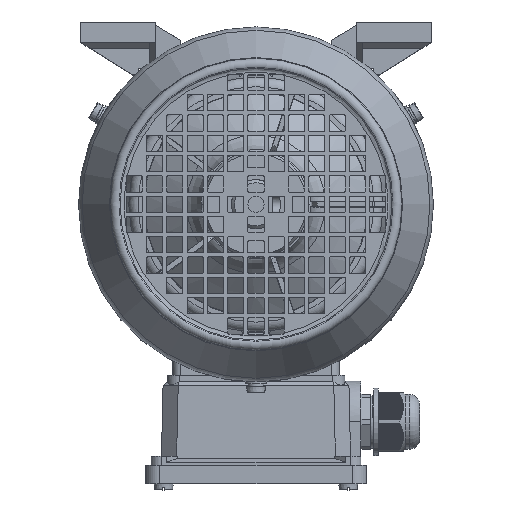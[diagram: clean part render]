
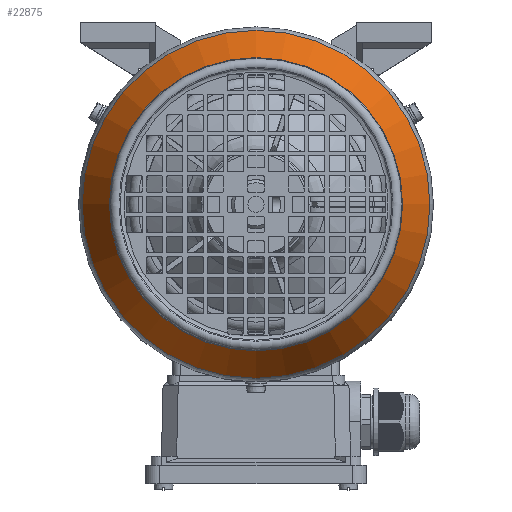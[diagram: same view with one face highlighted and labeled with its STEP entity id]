
A CAD part, top view. The second image highlights one B-rep face of the part: STEP entity #22875.
In plain terms, the highlighted conical face has half-angle 30 degrees and reference radius 85.758 mm.
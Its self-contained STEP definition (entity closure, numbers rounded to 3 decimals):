
#984=CONICAL_SURFACE('',#84496,85.758,30.);
#22875=ADVANCED_FACE('',(#29545,#29546),#984,.T.);
#29545=FACE_BOUND('',#32256,.T.);
#29546=FACE_BOUND('',#32257,.T.);
#32256=EDGE_LOOP('',(#44314));
#32257=EDGE_LOOP('',(#44315));
#44314=ORIENTED_EDGE('',*,*,#71617,.T.);
#44315=ORIENTED_EDGE('',*,*,#71616,.F.);
#62472=VERTEX_POINT('',#126729);
#62473=VERTEX_POINT('',#126732);
#71616=EDGE_CURVE('',#62472,#62472,#80046,.T.);
#71617=EDGE_CURVE('',#62473,#62473,#80047,.T.);
#80046=CIRCLE('',#84493,85.758);
#80047=CIRCLE('',#84495,72.283);
#84493=AXIS2_PLACEMENT_3D('',#126728,#97598,#97599);
#84495=AXIS2_PLACEMENT_3D('',#126731,#97602,#97603);
#84496=AXIS2_PLACEMENT_3D('',#126733,#97604,#97605);
#97598=DIRECTION('',(0.,0.,-1.));
#97599=DIRECTION('',(1.,0.,0.));
#97602=DIRECTION('',(0.,0.,-1.));
#97603=DIRECTION('',(1.,0.,0.));
#97604=DIRECTION('',(0.,0.,-1.));
#97605=DIRECTION('',(1.,0.,0.));
#126728=CARTESIAN_POINT('',(0.,0.,199.974));
#126729=CARTESIAN_POINT('',(85.758,0.,199.974));
#126731=CARTESIAN_POINT('',(0.,0.,223.313));
#126732=CARTESIAN_POINT('',(72.283,0.,223.313));
#126733=CARTESIAN_POINT('',(0.,0.,199.974));
